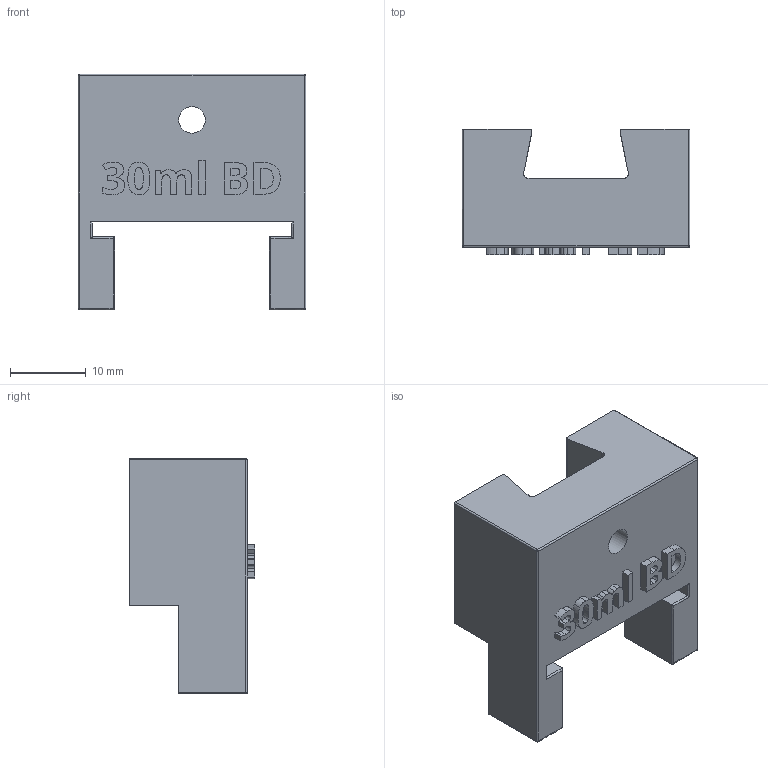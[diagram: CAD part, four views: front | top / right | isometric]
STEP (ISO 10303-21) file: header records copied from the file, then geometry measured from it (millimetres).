
FILE_DESCRIPTION(/* description */ ('STEP AP242','CAx-IF Rec.Pracs.---Representation and Presentation of Product Manufacturing Information (PMI)---4.0---2014-10-13','CAx-IF Rec.Pracs.---3D Tessellated Geometry---0.4---2014-09-14','2;1'),/* implementation_level */ '2;1');
FILE_NAME(/* name */ '67e5e4103a209515a1358603',/* time_stamp */ '2025-03-27T23:49:36Z',/* author */ (''),/* organization */ (''),/* preprocessor_version */ 'ST-DEVELOPER v20',/* originating_system */ 'ONSHAPE BY PTC INC, 1.195',/* authorisation */ ' ');
FILE_SCHEMA (('AP242_MANAGED_MODEL_BASED_3D_ENGINEERING_MIM_LF { 1 0 10303 442 1 1 4 }'));
Length unit declared in the file: metre
Products named in the file (1): 30mL BD Plunger
Bounding box: 30 x 16.55 x 31 mm (x, y, z)
Volume: 8314.4 mm3; surface area: 3732.3 mm2
Topology: 1 solids, 1 shells, 178 faces, 480 edges, 314 vertices
Faces by surface type: bspline 97, plane 69, cylinder 12
Full cylindrical faces by diameter (mm): 3.5 x1
Entity records: 6417 total; most frequent: CARTESIAN_POINT 2643, ORIENTED_EDGE 958, EDGE_CURVE 479, DIRECTION 443, VERTEX_POINT 314, LINE 231, VECTOR 231, B_SPLINE_CURVE_WITH_KNOTS 224
